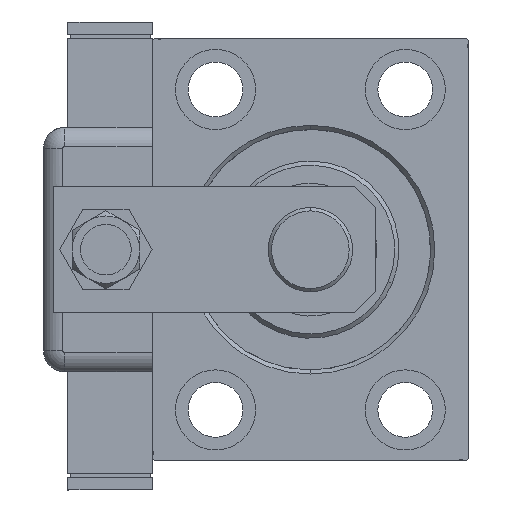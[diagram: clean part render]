
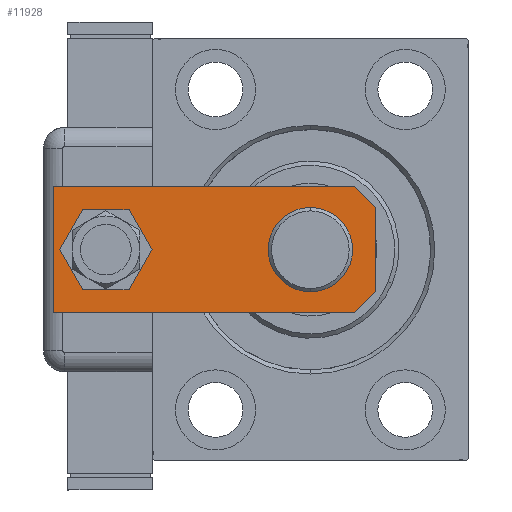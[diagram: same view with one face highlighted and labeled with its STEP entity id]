
A CAD part, left-side view. The second image highlights one B-rep face of the part: STEP entity #11928.
In plain terms, the highlighted face is planar.
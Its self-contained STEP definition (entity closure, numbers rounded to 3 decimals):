
#248 = DIRECTION ( 'NONE',  ( 0., 0., 1. ) ) ;
#1751 = DIRECTION ( 'NONE',  ( 0., 0., 1. ) ) ;
#1923 = DIRECTION ( 'NONE',  ( -1., 0., 0. ) ) ;
#2970 = DIRECTION ( 'NONE',  ( 0., 1., 0. ) ) ;
#4825 = LINE ( 'NONE', #9436, #59942 ) ;
#5958 = EDGE_CURVE ( 'NONE', #22151, #11544, #4825, .T. ) ;
#6305 = EDGE_CURVE ( 'NONE', #49132, #44464, #18434, .T. ) ;
#6415 = CARTESIAN_POINT ( 'NONE',  ( 7., 64., 0. ) ) ;
#6756 = ORIENTED_EDGE ( 'NONE', *, *, #5958, .F. ) ;
#7021 = ORIENTED_EDGE ( 'NONE', *, *, #32014, .T. ) ;
#7775 = CARTESIAN_POINT ( 'NONE',  ( 15., 76.5, 0. ) ) ;
#8581 = DIRECTION ( 'NONE',  ( 1., 0., 0. ) ) ;
#8984 = DIRECTION ( 'NONE',  ( 0., 0., 1. ) ) ;
#9436 = CARTESIAN_POINT ( 'NONE',  ( -15., 76.5, 0. ) ) ;
#10380 = VECTOR ( 'NONE', #2970, 1000. ) ;
#10813 = ORIENTED_EDGE ( 'NONE', *, *, #26976, .T. ) ;
#11020 = DIRECTION ( 'NONE',  ( 1., 0., 0. ) ) ;
#11022 = AXIS2_PLACEMENT_3D ( 'NONE', #59097, #1751, #11020 ) ;
#11544 = VERTEX_POINT ( 'NONE', #40691 ) ;
#11928 = ADVANCED_FACE ( 'NONE', ( #29840, #20576, #39393 ), #27926, .F. ) ;
#12783 = VECTOR ( 'NONE', #1923, 1000. ) ;
#14782 = CIRCLE ( 'NONE', #15751, 7. ) ;
#15751 = AXIS2_PLACEMENT_3D ( 'NONE', #51813, #8984, #37640 ) ;
#16105 = EDGE_CURVE ( 'NONE', #49283, #11544, #58658, .T. ) ;
#16911 = DIRECTION ( 'NONE',  ( 1., 0., 0. ) ) ;
#17176 = DIRECTION ( 'NONE',  ( 0., 0., 1. ) ) ;
#17277 = EDGE_LOOP ( 'NONE', ( #10813, #30979 ) ) ;
#17367 = DIRECTION ( 'NONE',  ( 0., 0., 1. ) ) ;
#17774 = DIRECTION ( 'NONE',  ( 0., -1., 0. ) ) ;
#18434 = LINE ( 'NONE', #60101, #21558 ) ;
#19078 = EDGE_CURVE ( 'NONE', #21898, #51360, #39212, .T. ) ;
#19879 = CIRCLE ( 'NONE', #11022, 7. ) ;
#20576 = FACE_BOUND ( 'NONE', #45477, .T. ) ;
#21551 = CARTESIAN_POINT ( 'NONE',  ( -15., 76.5, 0. ) ) ;
#21558 = VECTOR ( 'NONE', #36667, 1000. ) ;
#21755 = EDGE_CURVE ( 'NONE', #57619, #22151, #44774, .T. ) ;
#21898 = VERTEX_POINT ( 'NONE', #22823 ) ;
#21941 = CARTESIAN_POINT ( 'NONE',  ( -10., 0., 0. ) ) ;
#22151 = VERTEX_POINT ( 'NONE', #21551 ) ;
#22823 = CARTESIAN_POINT ( 'NONE',  ( 10., 15.5, 0. ) ) ;
#23435 = EDGE_CURVE ( 'NONE', #28614, #36342, #14782, .T. ) ;
#23539 = ORIENTED_EDGE ( 'NONE', *, *, #16105, .T. ) ;
#26072 = LINE ( 'NONE', #49213, #10380 ) ;
#26622 = CARTESIAN_POINT ( 'NONE',  ( 0., 15.5, 0. ) ) ;
#26976 = EDGE_CURVE ( 'NONE', #51360, #21898, #32464, .T. ) ;
#27066 = ORIENTED_EDGE ( 'NONE', *, *, #6305, .T. ) ;
#27926 = PLANE ( 'NONE',  #50165 ) ;
#28003 = VECTOR ( 'NONE', #16911, 1000. ) ;
#28614 = VERTEX_POINT ( 'NONE', #41888 ) ;
#28630 = VECTOR ( 'NONE', #35832, 1000. ) ;
#29840 = FACE_OUTER_BOUND ( 'NONE', #42362, .T. ) ;
#30979 = ORIENTED_EDGE ( 'NONE', *, *, #19078, .T. ) ;
#32014 = EDGE_CURVE ( 'NONE', #36342, #28614, #19879, .T. ) ;
#32288 = AXIS2_PLACEMENT_3D ( 'NONE', #60972, #248, #8581 ) ;
#32464 = CIRCLE ( 'NONE', #49209, 10. ) ;
#35832 = DIRECTION ( 'NONE',  ( -0.707, 0.707, 0. ) ) ;
#36033 = CARTESIAN_POINT ( 'NONE',  ( 15., 5., 0. ) ) ;
#36342 = VERTEX_POINT ( 'NONE', #6415 ) ;
#36667 = DIRECTION ( 'NONE',  ( -0.707, -0.707, 0. ) ) ;
#37640 = DIRECTION ( 'NONE',  ( 1., 0., 0. ) ) ;
#37841 = CARTESIAN_POINT ( 'NONE',  ( -10., 0., 0. ) ) ;
#38798 = EDGE_CURVE ( 'NONE', #49283, #44464, #40656, .T. ) ;
#39212 = CIRCLE ( 'NONE', #32288, 10. ) ;
#39393 = FACE_BOUND ( 'NONE', #17277, .T. ) ;
#40656 = LINE ( 'NONE', #53915, #28003 ) ;
#40691 = CARTESIAN_POINT ( 'NONE',  ( -15., 5., 0. ) ) ;
#41888 = CARTESIAN_POINT ( 'NONE',  ( -7., 64., 0. ) ) ;
#42362 = EDGE_LOOP ( 'NONE', ( #48057, #23539, #6756, #54359, #53980, #27066 ) ) ;
#42732 = CARTESIAN_POINT ( 'NONE',  ( -10., 15.5, 0. ) ) ;
#43525 = EDGE_CURVE ( 'NONE', #49132, #57619, #26072, .T. ) ;
#43866 = CARTESIAN_POINT ( 'NONE',  ( 15., 76.5, 0. ) ) ;
#44464 = VERTEX_POINT ( 'NONE', #57024 ) ;
#44774 = LINE ( 'NONE', #7775, #12783 ) ;
#45477 = EDGE_LOOP ( 'NONE', ( #57630, #7021 ) ) ;
#45552 = CARTESIAN_POINT ( 'NONE',  ( 0., 0., 0. ) ) ;
#48057 = ORIENTED_EDGE ( 'NONE', *, *, #38798, .F. ) ;
#49132 = VERTEX_POINT ( 'NONE', #36033 ) ;
#49209 = AXIS2_PLACEMENT_3D ( 'NONE', #26622, #17367, #55288 ) ;
#49213 = CARTESIAN_POINT ( 'NONE',  ( 15., 0., 0. ) ) ;
#49283 = VERTEX_POINT ( 'NONE', #37841 ) ;
#50165 = AXIS2_PLACEMENT_3D ( 'NONE', #45552, #17176, #55396 ) ;
#51360 = VERTEX_POINT ( 'NONE', #42732 ) ;
#51813 = CARTESIAN_POINT ( 'NONE',  ( 0., 64., 0. ) ) ;
#53915 = CARTESIAN_POINT ( 'NONE',  ( -15., 0., 0. ) ) ;
#53980 = ORIENTED_EDGE ( 'NONE', *, *, #43525, .F. ) ;
#54359 = ORIENTED_EDGE ( 'NONE', *, *, #21755, .F. ) ;
#55288 = DIRECTION ( 'NONE',  ( 1., 0., 0. ) ) ;
#55396 = DIRECTION ( 'NONE',  ( 1., 0., 0. ) ) ;
#57024 = CARTESIAN_POINT ( 'NONE',  ( 10., 0., 0. ) ) ;
#57619 = VERTEX_POINT ( 'NONE', #43866 ) ;
#57630 = ORIENTED_EDGE ( 'NONE', *, *, #23435, .T. ) ;
#58658 = LINE ( 'NONE', #21941, #28630 ) ;
#59097 = CARTESIAN_POINT ( 'NONE',  ( 0., 64., 0. ) ) ;
#59942 = VECTOR ( 'NONE', #17774, 1000. ) ;
#60101 = CARTESIAN_POINT ( 'NONE',  ( 15., 5., 0. ) ) ;
#60972 = CARTESIAN_POINT ( 'NONE',  ( 0., 15.5, 0. ) ) ;
